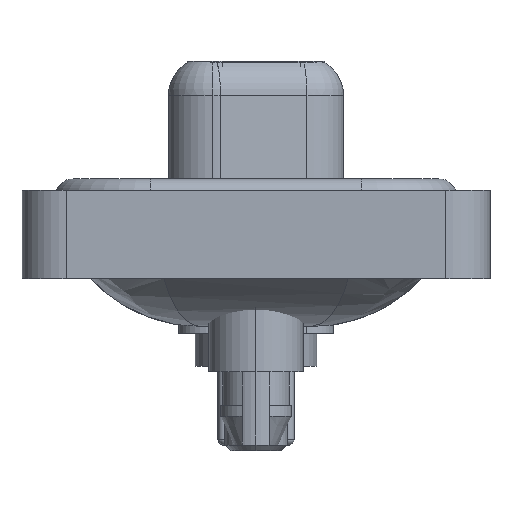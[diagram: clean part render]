
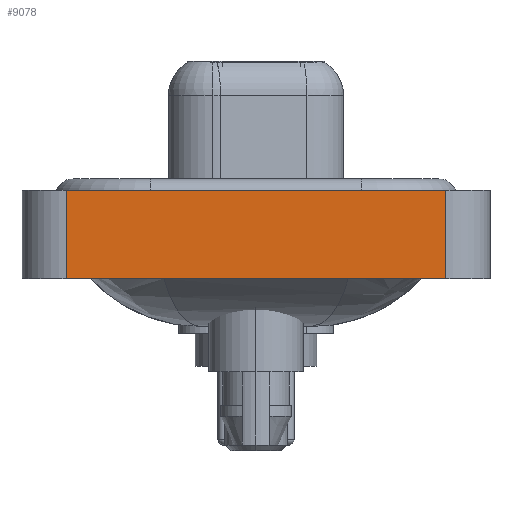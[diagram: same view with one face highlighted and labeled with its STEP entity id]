
A CAD part, left-side view. The second image highlights one B-rep face of the part: STEP entity #9078.
In plain terms, the highlighted planar face has unit normal (-1, 0, 0).
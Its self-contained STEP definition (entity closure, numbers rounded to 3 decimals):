
#121 = EDGE_CURVE ( 'NONE', #11560, #9297, #8021, .T. ) ;
#458 = CARTESIAN_POINT ( 'NONE',  ( -7.35, 8.55, 0.4 ) ) ;
#707 = PLANE ( 'NONE',  #7123 ) ;
#1570 = EDGE_CURVE ( 'NONE', #17015, #6722, #3142, .T. ) ;
#2027 = VECTOR ( 'NONE', #10572, 1000. ) ;
#2478 = CARTESIAN_POINT ( 'NONE',  ( -7.35, -8.55, 0.4 ) ) ;
#2853 = FACE_OUTER_BOUND ( 'NONE', #17705, .T. ) ;
#3142 = LINE ( 'NONE', #22060, #15183 ) ;
#3561 = ORIENTED_EDGE ( 'NONE', *, *, #1570, .T. ) ;
#6539 = DIRECTION ( 'NONE',  ( 0., 0., 1. ) ) ;
#6586 = DIRECTION ( 'NONE',  ( -1., 0., 0. ) ) ;
#6668 = CARTESIAN_POINT ( 'NONE',  ( -7.35, 8.55, -3.6 ) ) ;
#6700 = DIRECTION ( 'NONE',  ( 0., 0., 1. ) ) ;
#6722 = VERTEX_POINT ( 'NONE', #13870 ) ;
#6799 = ORIENTED_EDGE ( 'NONE', *, *, #13534, .T. ) ;
#7123 = AXIS2_PLACEMENT_3D ( 'NONE', #7616, #6586, #6700 ) ;
#7616 = CARTESIAN_POINT ( 'NONE',  ( -7.35, -8.55, -3.6 ) ) ;
#7676 = DIRECTION ( 'NONE',  ( 0., -1., 0. ) ) ;
#8021 = LINE ( 'NONE', #6668, #13968 ) ;
#9078 = ADVANCED_FACE ( 'NONE', ( #2853 ), #707, .T. ) ;
#9297 = VERTEX_POINT ( 'NONE', #458 ) ;
#10572 = DIRECTION ( 'NONE',  ( 0., -1., 0. ) ) ;
#10799 = CARTESIAN_POINT ( 'NONE',  ( -7.35, -8.55, -3.6 ) ) ;
#11258 = EDGE_CURVE ( 'NONE', #9297, #6722, #11278, .T. ) ;
#11278 = LINE ( 'NONE', #2478, #17949 ) ;
#11560 = VERTEX_POINT ( 'NONE', #16035 ) ;
#12141 = LINE ( 'NONE', #10799, #2027 ) ;
#12788 = ORIENTED_EDGE ( 'NONE', *, *, #11258, .F. ) ;
#13534 = EDGE_CURVE ( 'NONE', #11560, #17015, #12141, .T. ) ;
#13870 = CARTESIAN_POINT ( 'NONE',  ( -7.35, -8.55, 0.4 ) ) ;
#13968 = VECTOR ( 'NONE', #20148, 1000. ) ;
#15183 = VECTOR ( 'NONE', #6539, 1000. ) ;
#16035 = CARTESIAN_POINT ( 'NONE',  ( -7.35, 8.55, -3.6 ) ) ;
#17015 = VERTEX_POINT ( 'NONE', #19798 ) ;
#17476 = ORIENTED_EDGE ( 'NONE', *, *, #121, .F. ) ;
#17705 = EDGE_LOOP ( 'NONE', ( #3561, #12788, #17476, #6799 ) ) ;
#17949 = VECTOR ( 'NONE', #7676, 1000. ) ;
#19798 = CARTESIAN_POINT ( 'NONE',  ( -7.35, -8.55, -3.6 ) ) ;
#20148 = DIRECTION ( 'NONE',  ( 0., 0., 1. ) ) ;
#22060 = CARTESIAN_POINT ( 'NONE',  ( -7.35, -8.55, -3.6 ) ) ;
